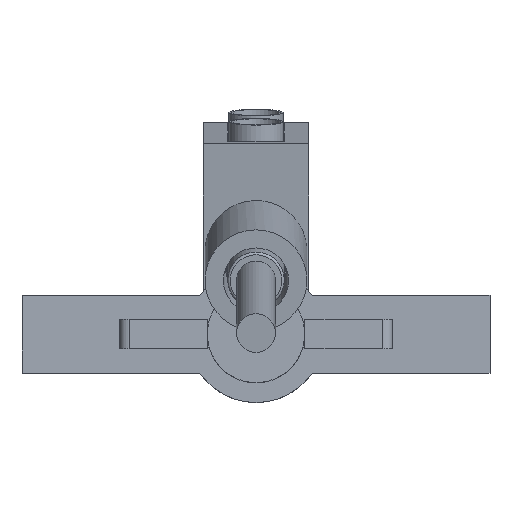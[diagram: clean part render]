
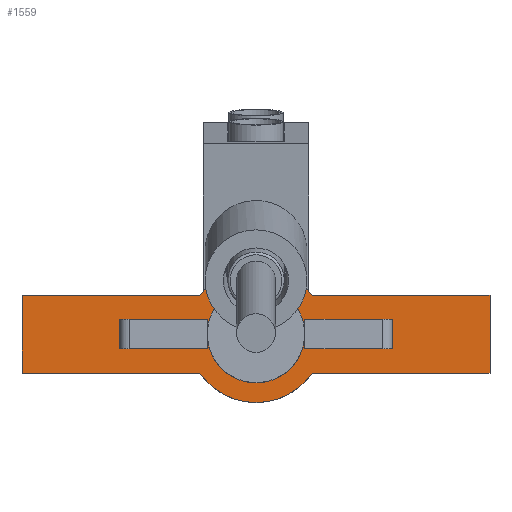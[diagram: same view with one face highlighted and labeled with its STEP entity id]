
A CAD part, top view. The second image highlights one B-rep face of the part: STEP entity #1559.
In plain terms, the highlighted planar face has unit normal (0, 0, 1).
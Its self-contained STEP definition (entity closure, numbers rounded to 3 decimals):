
#29=ELLIPSE('',#1746,5.264,5.225);
#30=ELLIPSE('',#1750,5.264,5.225);
#127=PLANE('',#1744);
#212=FACE_OUTER_BOUND('',#316,.T.);
#316=EDGE_LOOP('',(#1328,#1329,#1330,#1331,#1332,#1333,#1334,#1335,#1336,
#1337,#1338,#1339));
#400=CIRCLE('',#1745,5.);
#401=CIRCLE('',#1747,7.);
#402=CIRCLE('',#1748,7.);
#403=CIRCLE('',#1749,7.);
#475=LINE('',#2526,#604);
#478=LINE('',#2532,#607);
#482=LINE('',#2541,#611);
#485=LINE('',#2549,#614);
#488=LINE('',#2555,#617);
#492=LINE('',#2564,#621);
#604=VECTOR('',#2075,10.);
#607=VECTOR('',#2080,10.);
#611=VECTOR('',#2090,10.);
#614=VECTOR('',#2095,10.);
#617=VECTOR('',#2100,10.);
#621=VECTOR('',#2110,10.);
#747=VERTEX_POINT('',#2523);
#748=VERTEX_POINT('',#2525);
#750=VERTEX_POINT('',#2530);
#752=VERTEX_POINT('',#2539);
#755=VERTEX_POINT('',#2546);
#756=VERTEX_POINT('',#2548);
#758=VERTEX_POINT('',#2553);
#760=VERTEX_POINT('',#2562);
#793=VERTEX_POINT('',#2677);
#794=VERTEX_POINT('',#2678);
#795=VERTEX_POINT('',#2680);
#796=VERTEX_POINT('',#2684);
#930=EDGE_CURVE('',#747,#748,#475,.T.);
#933=EDGE_CURVE('',#750,#747,#478,.T.);
#938=EDGE_CURVE('',#752,#748,#482,.T.);
#941=EDGE_CURVE('',#755,#756,#485,.T.);
#944=EDGE_CURVE('',#758,#755,#488,.T.);
#949=EDGE_CURVE('',#760,#756,#492,.T.);
#987=EDGE_CURVE('',#793,#794,#400,.T.);
#988=EDGE_CURVE('',#794,#795,#29,.T.);
#989=EDGE_CURVE('',#795,#752,#401,.T.);
#990=EDGE_CURVE('',#750,#760,#402,.T.);
#991=EDGE_CURVE('',#758,#796,#403,.T.);
#992=EDGE_CURVE('',#796,#793,#30,.T.);
#1328=ORIENTED_EDGE('',*,*,#987,.T.);
#1329=ORIENTED_EDGE('',*,*,#988,.T.);
#1330=ORIENTED_EDGE('',*,*,#989,.T.);
#1331=ORIENTED_EDGE('',*,*,#938,.T.);
#1332=ORIENTED_EDGE('',*,*,#930,.F.);
#1333=ORIENTED_EDGE('',*,*,#933,.F.);
#1334=ORIENTED_EDGE('',*,*,#990,.T.);
#1335=ORIENTED_EDGE('',*,*,#949,.T.);
#1336=ORIENTED_EDGE('',*,*,#941,.F.);
#1337=ORIENTED_EDGE('',*,*,#944,.F.);
#1338=ORIENTED_EDGE('',*,*,#991,.T.);
#1339=ORIENTED_EDGE('',*,*,#992,.T.);
#1559=ADVANCED_FACE('',(#212),#127,.T.);
#1744=AXIS2_PLACEMENT_3D('',#2676,#2161,#2162);
#1745=AXIS2_PLACEMENT_3D('',#2679,#2163,#2164);
#1746=AXIS2_PLACEMENT_3D('',#2681,#2165,#2166);
#1747=AXIS2_PLACEMENT_3D('',#2682,#2167,#2168);
#1748=AXIS2_PLACEMENT_3D('',#2683,#2169,#2170);
#1749=AXIS2_PLACEMENT_3D('',#2685,#2171,#2172);
#1750=AXIS2_PLACEMENT_3D('',#2686,#2173,#2174);
#2075=DIRECTION('',(0.,1.,0.));
#2080=DIRECTION('',(-1.,0.,0.));
#2090=DIRECTION('',(-1.,0.,0.));
#2095=DIRECTION('',(0.,-1.,0.));
#2100=DIRECTION('',(1.,0.,0.));
#2110=DIRECTION('',(1.,0.,0.));
#2161=DIRECTION('center_axis',(0.,0.,1.));
#2162=DIRECTION('ref_axis',(-1.,0.,0.));
#2163=DIRECTION('center_axis',(0.,0.,-1.));
#2164=DIRECTION('ref_axis',(-1.,0.,0.));
#2165=DIRECTION('center_axis',(0.,0.,-1.));
#2166=DIRECTION('ref_axis',(0.,1.,0.));
#2167=DIRECTION('center_axis',(0.,0.,1.));
#2168=DIRECTION('ref_axis',(-1.,0.,0.));
#2169=DIRECTION('center_axis',(0.,0.,1.));
#2170=DIRECTION('ref_axis',(-1.,0.,0.));
#2171=DIRECTION('center_axis',(0.,0.,1.));
#2172=DIRECTION('ref_axis',(-1.,0.,0.));
#2173=DIRECTION('center_axis',(0.,0.,-1.));
#2174=DIRECTION('ref_axis',(0.,1.,0.));
#2523=CARTESIAN_POINT('',(-24.,-4.,23.));
#2525=CARTESIAN_POINT('',(-24.,4.,23.));
#2526=CARTESIAN_POINT('',(-24.,4.,23.));
#2530=CARTESIAN_POINT('',(-5.745,-4.,23.));
#2532=CARTESIAN_POINT('',(-4.,-4.,23.));
#2539=CARTESIAN_POINT('',(-5.745,4.,23.));
#2541=CARTESIAN_POINT('',(-4.,4.,23.));
#2546=CARTESIAN_POINT('',(24.,4.,23.));
#2548=CARTESIAN_POINT('',(24.,-4.,23.));
#2549=CARTESIAN_POINT('',(24.,4.,23.));
#2553=CARTESIAN_POINT('',(5.745,4.,23.));
#2555=CARTESIAN_POINT('',(4.,4.,23.));
#2562=CARTESIAN_POINT('',(5.745,-4.,23.));
#2564=CARTESIAN_POINT('',(4.,-4.,23.));
#2676=CARTESIAN_POINT('Origin',(0.,0.,23.));
#2677=CARTESIAN_POINT('',(2.885,4.083,23.));
#2678=CARTESIAN_POINT('',(-2.885,4.083,23.));
#2679=CARTESIAN_POINT('Origin',(0.,0.,23.));
#2680=CARTESIAN_POINT('',(-4.319,5.509,23.));
#2681=CARTESIAN_POINT('Origin',(0.,8.472,23.));
#2682=CARTESIAN_POINT('Origin',(0.,0.,23.));
#2683=CARTESIAN_POINT('Origin',(0.,0.,23.));
#2684=CARTESIAN_POINT('',(4.319,5.509,23.));
#2685=CARTESIAN_POINT('Origin',(0.,0.,23.));
#2686=CARTESIAN_POINT('Origin',(0.,8.472,23.));
